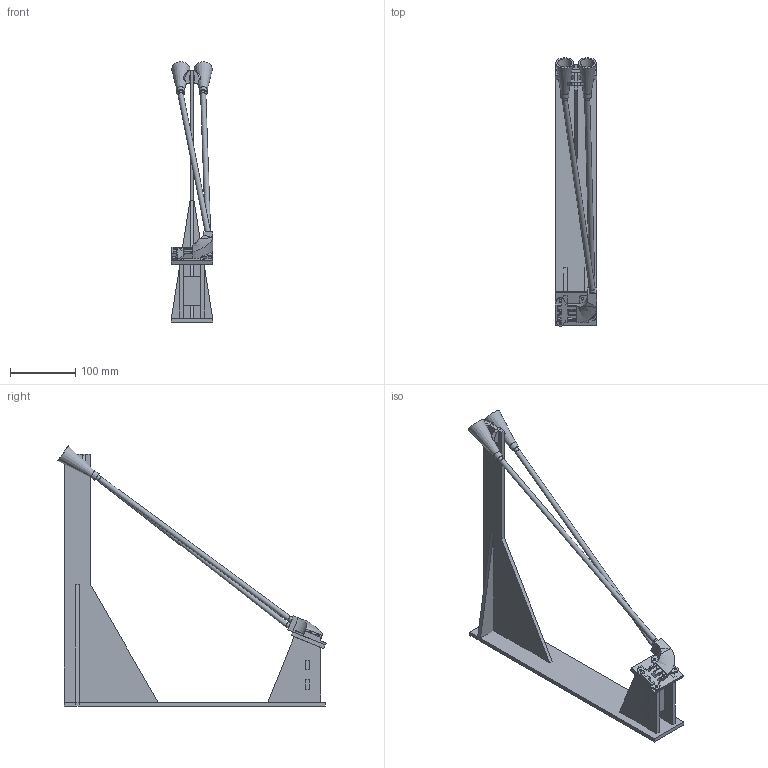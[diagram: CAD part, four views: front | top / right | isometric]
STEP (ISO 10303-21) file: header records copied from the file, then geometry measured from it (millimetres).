
FILE_DESCRIPTION(/* description */ (''),/* implementation_level */ '2;1');
FILE_NAME(/* name */ 'FuseDispenserAssembled.step',/* time_stamp */ '2024-07-30T12:16:31+02:00',/* author */ (''),/* organization */ (''),/* preprocessor_version */ 'ST-DEVELOPER v20',/* originating_system */ 'Autodesk Translation Framework v13.14.0.145',/* authorisation */ '');
FILE_SCHEMA (('AUTOMOTIVE_DESIGN { 1 0 10303 214 3 1 1 }'));
Length unit declared in the file: millimetre
Products named in the file (12): FuseDispenserAssembled; BasePlate; LowerLegLeft; LowerLegRight; LowerSupport; Platform; UpperMainLeg; UpperSupport; FuseHolder; Funnel; PipeLeft; PipeRight
Assembly tree (11 placements, depth 2):
  FuseDispenserAssembled
    BasePlate
    LowerLegLeft
    LowerLegRight
    LowerSupport
    Platform
    UpperMainLeg
    UpperSupport
    FuseHolder
    Funnel
    PipeLeft
    PipeRight
Bounding box: 63.5 x 410.97 x 398.75 mm (x, y, z)
Volume: 485018.4 mm3; surface area: 229313.7 mm2
Topology: 11 solids, 11 shells, 334 faces, 878 edges, 570 vertices
Faces by surface type: plane 248, cylinder 59, cone 8, bspline 8, sphere 8, torus 3
Full cylindrical faces by diameter (mm): 4 x8, 6 x6, 7.5 x1, 7.8 x4, 8 x6, 12 x2
Entity records: 10975 total; most frequent: CARTESIAN_POINT 2188, ORIENTED_EDGE 1756, DIRECTION 1704, EDGE_CURVE 878, LINE 670, VECTOR 670, VERTEX_POINT 570, AXIS2_PLACEMENT_3D 517
